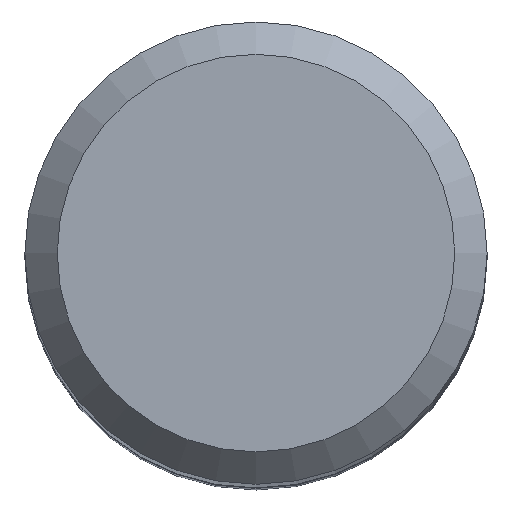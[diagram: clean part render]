
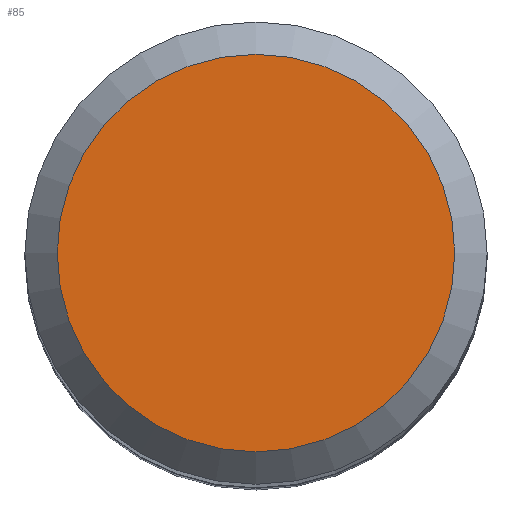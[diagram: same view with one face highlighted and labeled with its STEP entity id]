
A CAD part, top view. The second image highlights one B-rep face of the part: STEP entity #85.
In plain terms, the highlighted planar face has unit normal (0, 0, 1).
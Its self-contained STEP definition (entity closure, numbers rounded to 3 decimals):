
#85=ADVANCED_FACE('',(#104),#99,.T.);
#99=PLANE('',#238);
#104=FACE_OUTER_BOUND('',#109,.T.);
#109=EDGE_LOOP('',(#131));
#131=ORIENTED_EDGE('',*,*,#165,.F.);
#153=VERTEX_POINT('',#345);
#165=EDGE_CURVE('',#153,#153,#176,.T.);
#176=CIRCLE('',#237,4.3);
#237=AXIS2_PLACEMENT_3D('',#344,#270,#271);
#238=AXIS2_PLACEMENT_3D('',#346,#272,#273);
#270=DIRECTION('',(0.,0.,-1.));
#271=DIRECTION('',(-1.,0.,0.));
#272=DIRECTION('',(0.,0.,1.));
#273=DIRECTION('',(-1.,0.,0.));
#344=CARTESIAN_POINT('',(0.,0.,40.));
#345=CARTESIAN_POINT('',(-4.3,0.,40.));
#346=CARTESIAN_POINT('',(4.3,0.,40.));
